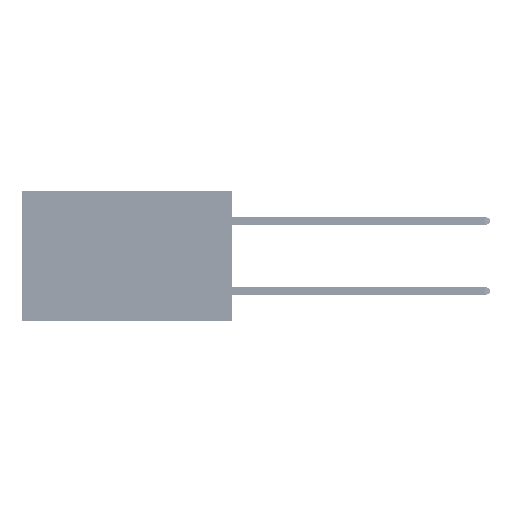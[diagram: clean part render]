
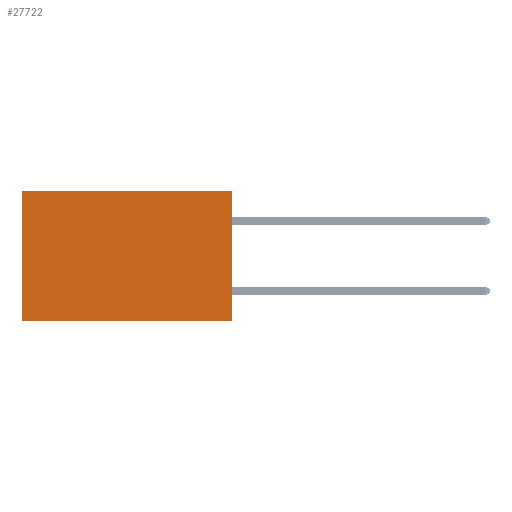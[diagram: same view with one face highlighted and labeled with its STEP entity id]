
A CAD part, left-side view. The second image highlights one B-rep face of the part: STEP entity #27722.
In plain terms, the highlighted planar face has unit normal (-1, 0, 0).
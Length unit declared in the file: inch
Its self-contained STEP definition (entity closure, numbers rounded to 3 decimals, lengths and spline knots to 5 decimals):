
#1065 = EDGE_CURVE ( 'NONE', #48129, #47681, #25443, .T. ) ;
#1622 = CARTESIAN_POINT ( 'NONE',  ( 0.2875, 0., -0.37 ) ) ;
#3221 = ORIENTED_EDGE ( 'NONE', *, *, #4165, .F. ) ;
#4165 = EDGE_CURVE ( 'NONE', #47681, #23109, #32059, .T. ) ;
#4310 = DIRECTION ( 'NONE',  ( 0., 0., -1. ) ) ;
#4917 = DIRECTION ( 'NONE',  ( 0., 0., -1. ) ) ;
#5947 = DIRECTION ( 'NONE',  ( 0., 1., 0. ) ) ;
#5948 = VECTOR ( 'NONE', #4310, 39.37008 ) ;
#8618 = LINE ( 'NONE', #32494, #5948 ) ;
#8998 = EDGE_LOOP ( 'NONE', ( #50814, #3221, #32564, #21917 ) ) ;
#12694 = CARTESIAN_POINT ( 'NONE',  ( 0.2875, 0., 0. ) ) ;
#14392 = CARTESIAN_POINT ( 'NONE',  ( 0.2875, 0.6, -0.37 ) ) ;
#16916 = LINE ( 'NONE', #24889, #23134 ) ;
#18413 = CARTESIAN_POINT ( 'NONE',  ( 0.2875, 0., 0. ) ) ;
#21917 = ORIENTED_EDGE ( 'NONE', *, *, #48299, .T. ) ;
#23109 = VERTEX_POINT ( 'NONE', #14392 ) ;
#23134 = VECTOR ( 'NONE', #44758, 39.37008 ) ;
#24889 = CARTESIAN_POINT ( 'NONE',  ( 0.2875, 0., 0. ) ) ;
#25443 = LINE ( 'NONE', #28919, #46057 ) ;
#27722 = ADVANCED_FACE ( 'NONE', ( #50232 ), #41920, .F. ) ;
#28919 = CARTESIAN_POINT ( 'NONE',  ( 0.2875, 0., 0. ) ) ;
#29895 = EDGE_CURVE ( 'NONE', #45244, #23109, #8618, .T. ) ;
#30409 = DIRECTION ( 'NONE',  ( 1., 0., 0. ) ) ;
#32059 = LINE ( 'NONE', #1622, #38321 ) ;
#32494 = CARTESIAN_POINT ( 'NONE',  ( 0.2875, 0.6, 0. ) ) ;
#32564 = ORIENTED_EDGE ( 'NONE', *, *, #1065, .F. ) ;
#33755 = DIRECTION ( 'NONE',  ( 0., 0., -1. ) ) ;
#36218 = AXIS2_PLACEMENT_3D ( 'NONE', #18413, #30409, #33755 ) ;
#38321 = VECTOR ( 'NONE', #5947, 39.37008 ) ;
#41920 = PLANE ( 'NONE',  #36218 ) ;
#44758 = DIRECTION ( 'NONE',  ( 0., 1., 0. ) ) ;
#45244 = VERTEX_POINT ( 'NONE', #47290 ) ;
#46057 = VECTOR ( 'NONE', #4917, 39.37008 ) ;
#47290 = CARTESIAN_POINT ( 'NONE',  ( 0.2875, 0.6, 0. ) ) ;
#47681 = VERTEX_POINT ( 'NONE', #50065 ) ;
#48129 = VERTEX_POINT ( 'NONE', #12694 ) ;
#48299 = EDGE_CURVE ( 'NONE', #48129, #45244, #16916, .T. ) ;
#50065 = CARTESIAN_POINT ( 'NONE',  ( 0.2875, 0., -0.37 ) ) ;
#50232 = FACE_OUTER_BOUND ( 'NONE', #8998, .T. ) ;
#50814 = ORIENTED_EDGE ( 'NONE', *, *, #29895, .T. ) ;
